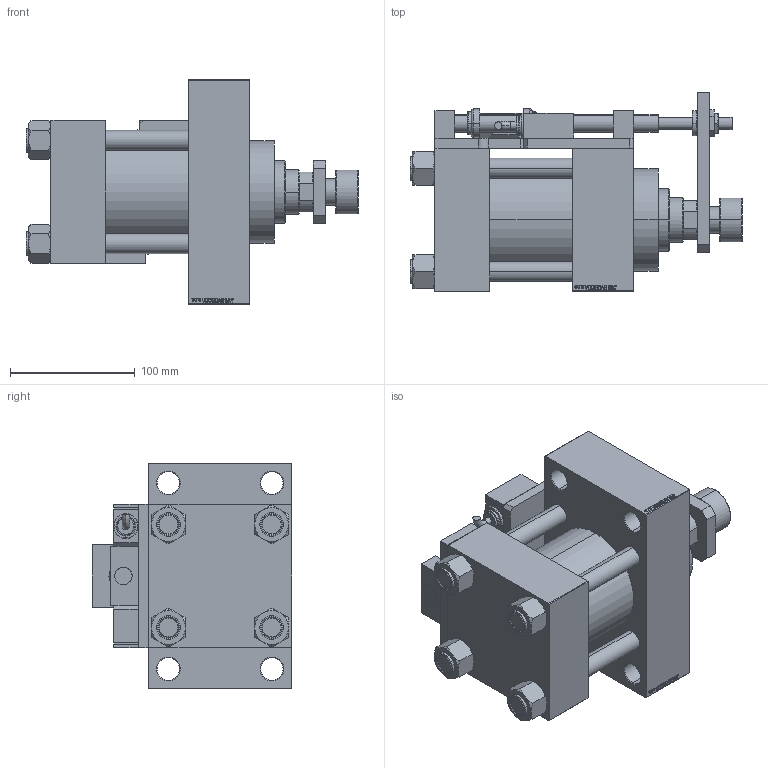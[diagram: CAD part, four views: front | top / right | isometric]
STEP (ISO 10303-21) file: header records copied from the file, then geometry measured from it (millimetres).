
FILE_DESCRIPTION (( 'STEP AP203' ), '1' );
FILE_NAME ('c3b5.STEP', '2022-04-16T22:34:14', ( '' ), ( '' ), 'SwSTEP 2.0', 'SolidWorks 2019', '' );
FILE_SCHEMA (( 'CONFIG_CONTROL_DESIGN' ));
Length unit declared in the file: millimetre
Products named in the file (17): V215CD_SWITCH_Q_SWITCH 88bf573f25d9048dc1b1d2962ef8ef86; V215CD_SWITCH_Q_MAGNET 88bf573f25d9048dc1b1d2962ef8ef86; V215CD_SWITCH_Q_TYC 88bf573f25d9048dc1b1d2962ef8ef86; V215CD_VCP_D 88bf573f25d9048dc1b1d2962ef8ef86; V215CD_SWITCH_Q_PODLOZKA_FRONT 88bf573f25d9048dc1b1d2962ef8ef86; V215CR_ROD_END_F 88bf573f25d9048dc1b1d2962ef8ef86; V215CD_NUT_M5_D 88bf573f25d9048dc1b1d2962ef8ef86; V215CD_SWITCH_Q_DIMA 88bf573f25d9048dc1b1d2962ef8ef86; V215CD_SWITCH_Q_PODLOZKA_BACK 88bf573f25d9048dc1b1d2962ef8ef86; V215CD_D_TYCINKA 88bf573f25d9048dc1b1d2962ef8ef86; V215CD_SWITCH_Q_NUT10 88bf573f25d9048dc1b1d2962ef8ef86; V215CD_D_Body 88bf573f25d9048dc1b1d2962ef8ef86; V215CD_VC_A 88bf573f25d9048dc1b1d2962ef8ef86; V215CD_SWITCH_Q_BLOK 88bf573f25d9048dc1b1d2962ef8ef86; c3b5; V215CD_SWITCH_Q_ZARAZKA 88bf573f25d9048dc1b1d2962ef8ef86; V215CD_SWITCH_Q_NUT 88bf573f25d9048dc1b1d2962ef8ef86
Assembly tree (25 placements, depth 2):
  c3b5
    V215CD_D_Body 88bf573f25d9048dc1b1d2962ef8ef86
    V215CD_VC_A 88bf573f25d9048dc1b1d2962ef8ef86
    V215CD_VCP_D 88bf573f25d9048dc1b1d2962ef8ef86
    V215CD_D_TYCINKA 88bf573f25d9048dc1b1d2962ef8ef86  x4
    V215CD_NUT_M5_D 88bf573f25d9048dc1b1d2962ef8ef86  x4
    V215CR_ROD_END_F 88bf573f25d9048dc1b1d2962ef8ef86
    V215CD_SWITCH_Q_BLOK 88bf573f25d9048dc1b1d2962ef8ef86  x2
    V215CD_SWITCH_Q_DIMA 88bf573f25d9048dc1b1d2962ef8ef86
    V215CD_SWITCH_Q_MAGNET 88bf573f25d9048dc1b1d2962ef8ef86  x2
    V215CD_SWITCH_Q_NUT 88bf573f25d9048dc1b1d2962ef8ef86
    V215CD_SWITCH_Q_NUT10 88bf573f25d9048dc1b1d2962ef8ef86
    V215CD_SWITCH_Q_PODLOZKA_BACK 88bf573f25d9048dc1b1d2962ef8ef86
    V215CD_SWITCH_Q_PODLOZKA_FRONT 88bf573f25d9048dc1b1d2962ef8ef86
    V215CD_SWITCH_Q_SWITCH 88bf573f25d9048dc1b1d2962ef8ef86  x2
    V215CD_SWITCH_Q_TYC 88bf573f25d9048dc1b1d2962ef8ef86
    V215CD_SWITCH_Q_ZARAZKA 88bf573f25d9048dc1b1d2962ef8ef86
Bounding box: 266 x 160 x 180 mm (x, y, z)
Volume: 2297033.5 mm3; surface area: 393129.6 mm2
Topology: 25 solids, 25 shells, 1401 faces, 3461 edges, 2242 vertices
Faces by surface type: plane 672, bspline 368, cylinder 164, cone 157, torus 40
Entity records: 54029 total; most frequent: CARTESIAN_POINT 26135, ORIENTED_EDGE 5862, DIRECTION 4200, EDGE_CURVE 2931, VERTEX_POINT 1916, LINE 1746, VECTOR 1746, EDGE_LOOP 1335
